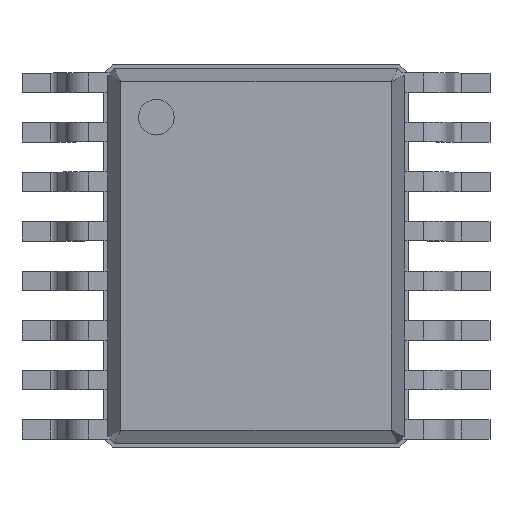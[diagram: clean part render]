
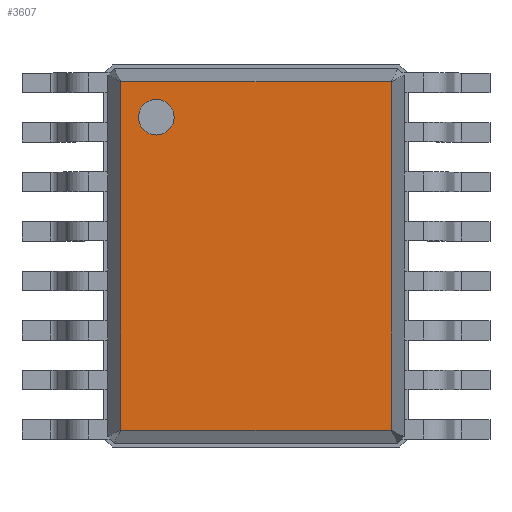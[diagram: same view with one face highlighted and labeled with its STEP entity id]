
A CAD part, top view. The second image highlights one B-rep face of the part: STEP entity #3607.
In plain terms, the highlighted planar face has unit normal (0, 0, 1).
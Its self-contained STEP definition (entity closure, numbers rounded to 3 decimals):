
#13=DIRECTION('',(0.,0.,1.));
#14=DIRECTION('',(1.,0.,-0.));
#27=VECTOR('',#28,1.);
#28=DIRECTION('',(0.707,0.707,0.));
#55=VECTOR('',#56,1.);
#56=DIRECTION('',(1.,0.,0.));
#62=VECTOR('',#63,1.);
#63=DIRECTION('',(0.707,-0.707,0.));
#69=VECTOR('',#70,1.);
#70=DIRECTION('',(0.,-1.,0.));
#76=VECTOR('',#77,1.);
#77=DIRECTION('',(-0.707,-0.707,0.));
#83=VECTOR('',#84,1.);
#84=DIRECTION('',(-1.,0.,0.));
#90=VECTOR('',#91,1.);
#91=DIRECTION('',(-0.707,0.707,0.));
#95=VECTOR('',#96,1.);
#96=DIRECTION('',(0.,1.,0.));
#99=DIRECTION('',(-0.,0.,1.));
#1319=VERTEX_POINT('',#1320);
#1320=CARTESIAN_POINT('',(-1.734,2.235,1.85));
#1322=ORIENTED_EDGE('',*,*,#1323,.F.);
#1323=EDGE_CURVE('',#1324,#1319,#1326,.T.);
#1324=VERTEX_POINT('',#1325);
#1325=CARTESIAN_POINT('',(-1.735,2.234,1.85));
#1326=LINE('',#1325,#27);
#1337=VERTEX_POINT('',#1338);
#1338=CARTESIAN_POINT('',(1.734,2.235,1.85));
#1340=ORIENTED_EDGE('',*,*,#1341,.F.);
#1341=EDGE_CURVE('',#1319,#1337,#1342,.T.);
#1342=LINE('',#1320,#55);
#1355=VERTEX_POINT('',#1356);
#1356=CARTESIAN_POINT('',(1.735,2.234,1.85));
#1358=ORIENTED_EDGE('',*,*,#1359,.F.);
#1359=EDGE_CURVE('',#1337,#1355,#1360,.T.);
#1360=LINE('',#1338,#62);
#3598=ORIENTED_EDGE('',*,*,#3599,.F.);
#3599=EDGE_CURVE('',#3600,#1324,#3602,.T.);
#3600=VERTEX_POINT('',#3601);
#3601=CARTESIAN_POINT('',(-1.735,-2.234,1.85));
#3602=LINE('',#3601,#95);
#3607=ADVANCED_FACE('',(#3608,#3628),#3637,.T.);
#3608=FACE_BOUND('',#3609,.T.);
#3609=EDGE_LOOP('',(#1322,#3598,#3610,#3615,#3620,#3625,#1358,#1340));
#3610=ORIENTED_EDGE('',*,*,#3611,.F.);
#3611=EDGE_CURVE('',#3612,#3600,#3614,.T.);
#3612=VERTEX_POINT('',#3613);
#3613=CARTESIAN_POINT('',(-1.734,-2.235,1.85));
#3614=LINE('',#3613,#90);
#3615=ORIENTED_EDGE('',*,*,#3616,.F.);
#3616=EDGE_CURVE('',#3617,#3612,#3619,.T.);
#3617=VERTEX_POINT('',#3618);
#3618=CARTESIAN_POINT('',(1.734,-2.235,1.85));
#3619=LINE('',#3618,#83);
#3620=ORIENTED_EDGE('',*,*,#3621,.F.);
#3621=EDGE_CURVE('',#3622,#3617,#3624,.T.);
#3622=VERTEX_POINT('',#3623);
#3623=CARTESIAN_POINT('',(1.735,-2.234,1.85));
#3624=LINE('',#3623,#76);
#3625=ORIENTED_EDGE('',*,*,#3626,.F.);
#3626=EDGE_CURVE('',#1355,#3622,#3627,.T.);
#3627=LINE('',#1356,#69);
#3628=FACE_BOUND('',#3629,.T.);
#3629=EDGE_LOOP('',(#3630));
#3630=ORIENTED_EDGE('',*,*,#3631,.F.);
#3631=EDGE_CURVE('',#3632,#3632,#3634,.T.);
#3632=VERTEX_POINT('',#3633);
#3633=CARTESIAN_POINT('',(-1.05,1.778,1.85));
#3634=CIRCLE('',#3635,0.229);
#3635=AXIS2_PLACEMENT_3D('',#3636,#13,#14);
#3636=CARTESIAN_POINT('',(-1.278,1.778,1.85));
#3637=PLANE('',#3638);
#3638=AXIS2_PLACEMENT_3D('',#1325,#99,#3639);
#3639=DIRECTION('',(0.613,-0.79,0.));
